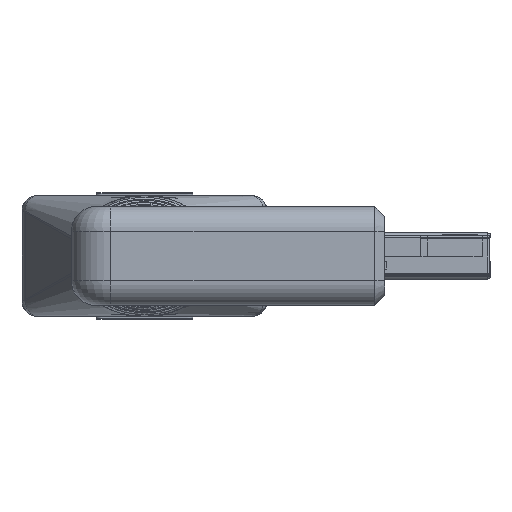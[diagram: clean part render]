
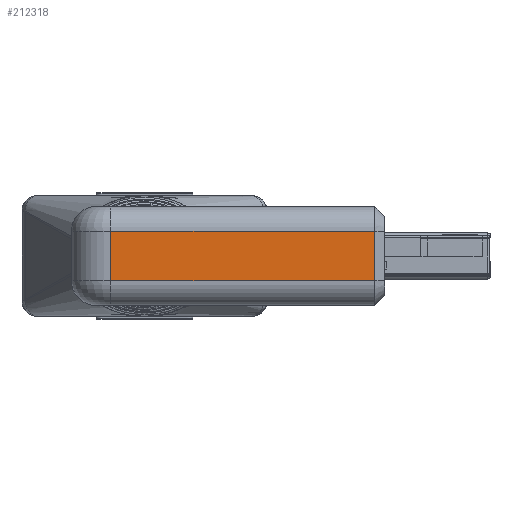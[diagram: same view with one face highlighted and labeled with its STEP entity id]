
A CAD part, left-side view. The second image highlights one B-rep face of the part: STEP entity #212318.
In plain terms, the highlighted planar face has unit normal (-1, 0, 0).
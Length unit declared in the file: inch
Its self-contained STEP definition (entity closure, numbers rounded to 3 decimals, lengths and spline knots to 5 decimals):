
#2898 = PLANE ( 'NONE',  #176063 ) ;
#18502 = ORIENTED_EDGE ( 'NONE', *, *, #142166, .T. ) ;
#21514 = DIRECTION ( 'NONE',  ( 0., 0., 1. ) ) ;
#24418 = DIRECTION ( 'NONE',  ( 0., 0., 1. ) ) ;
#25717 = LINE ( 'NONE', #169062, #177188 ) ;
#34230 = ORIENTED_EDGE ( 'NONE', *, *, #105041, .T. ) ;
#39962 = VECTOR ( 'NONE', #125681, 39.37008 ) ;
#67703 = ORIENTED_EDGE ( 'NONE', *, *, #243219, .F. ) ;
#80297 = LINE ( 'NONE', #242207, #231016 ) ;
#81285 = DIRECTION ( 'NONE',  ( -1., 0., 0. ) ) ;
#85221 = VERTEX_POINT ( 'NONE', #245250 ) ;
#86189 = LINE ( 'NONE', #163235, #171066 ) ;
#105041 = EDGE_CURVE ( 'NONE', #235655, #216199, #25717, .T. ) ;
#119420 = ORIENTED_EDGE ( 'NONE', *, *, #212018, .T. ) ;
#120289 = VERTEX_POINT ( 'NONE', #202879 ) ;
#121104 = FACE_OUTER_BOUND ( 'NONE', #214114, .T. ) ;
#125681 = DIRECTION ( 'NONE',  ( 0., 1., 0. ) ) ;
#142166 = EDGE_CURVE ( 'NONE', #216199, #85221, #86189, .T. ) ;
#159032 = LINE ( 'NONE', #182846, #39962 ) ;
#163235 = CARTESIAN_POINT ( 'NONE',  ( -0.3937, 0.04134, 0.09843 ) ) ;
#169062 = CARTESIAN_POINT ( 'NONE',  ( -0.3937, -0.58301, -0.19685 ) ) ;
#171066 = VECTOR ( 'NONE', #246783, 39.37008 ) ;
#176063 = AXIS2_PLACEMENT_3D ( 'NONE', #203312, #81285, #21514 ) ;
#177188 = VECTOR ( 'NONE', #24418, 39.37008 ) ;
#182846 = CARTESIAN_POINT ( 'NONE',  ( -0.3937, 0.46925, -0.09843 ) ) ;
#202879 = CARTESIAN_POINT ( 'NONE',  ( -0.3937, 0.46654, -0.09843 ) ) ;
#203312 = CARTESIAN_POINT ( 'NONE',  ( -0.3937, 0.04134, -0.19685 ) ) ;
#207534 = DIRECTION ( 'NONE',  ( 0., 0., -1. ) ) ;
#212018 = EDGE_CURVE ( 'NONE', #85221, #120289, #80297, .T. ) ;
#212318 = ADVANCED_FACE ( 'NONE', ( #121104 ), #2898, .T. ) ;
#214114 = EDGE_LOOP ( 'NONE', ( #67703, #34230, #18502, #119420 ) ) ;
#216199 = VERTEX_POINT ( 'NONE', #231816 ) ;
#231016 = VECTOR ( 'NONE', #207534, 39.37008 ) ;
#231816 = CARTESIAN_POINT ( 'NONE',  ( -0.3937, -0.58301, 0.09843 ) ) ;
#235655 = VERTEX_POINT ( 'NONE', #243193 ) ;
#242207 = CARTESIAN_POINT ( 'NONE',  ( -0.3937, 0.46654, -0.19685 ) ) ;
#243193 = CARTESIAN_POINT ( 'NONE',  ( -0.3937, -0.58301, -0.09843 ) ) ;
#243219 = EDGE_CURVE ( 'NONE', #235655, #120289, #159032, .T. ) ;
#245250 = CARTESIAN_POINT ( 'NONE',  ( -0.3937, 0.46654, 0.09843 ) ) ;
#246783 = DIRECTION ( 'NONE',  ( 0., 1., 0. ) ) ;
